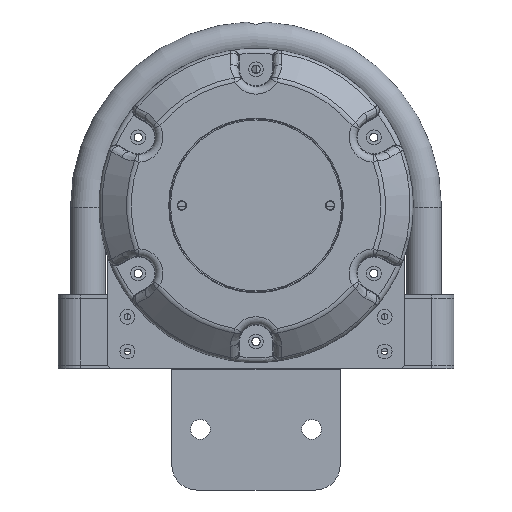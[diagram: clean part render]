
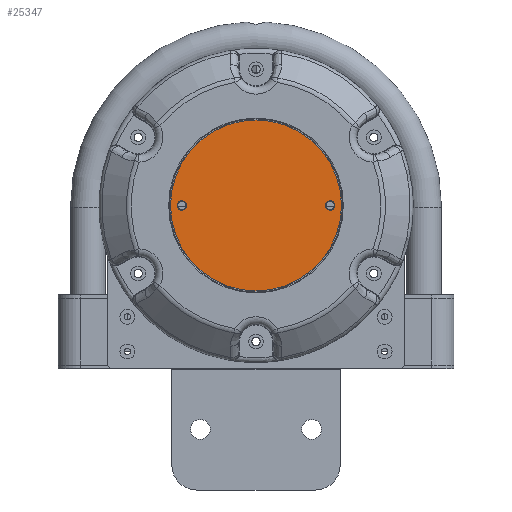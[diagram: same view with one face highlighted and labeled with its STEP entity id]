
A CAD part, front view. The second image highlights one B-rep face of the part: STEP entity #25347.
In plain terms, the highlighted planar face has unit normal (0, -1, 0).
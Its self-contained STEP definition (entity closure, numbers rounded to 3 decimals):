
#1619=FACE_BOUND('',#5383,.T.);
#1620=FACE_BOUND('',#5384,.T.);
#2380=PLANE('',#27774);
#3677=FACE_OUTER_BOUND('',#5382,.T.);
#5382=EDGE_LOOP('',(#22490));
#5383=EDGE_LOOP('',(#22491));
#5384=EDGE_LOOP('',(#22492));
#11247=CIRCLE('',#27766,1.9);
#11249=CIRCLE('',#27769,1.9);
#11251=CIRCLE('',#27772,34.55);
#13113=VERTEX_POINT('',#43208);
#13115=VERTEX_POINT('',#43214);
#13117=VERTEX_POINT('',#43220);
#16307=EDGE_CURVE('',#13113,#13113,#11247,.T.);
#16310=EDGE_CURVE('',#13115,#13115,#11249,.T.);
#16313=EDGE_CURVE('',#13117,#13117,#11251,.T.);
#22490=ORIENTED_EDGE('',*,*,#16313,.F.);
#22491=ORIENTED_EDGE('',*,*,#16307,.T.);
#22492=ORIENTED_EDGE('',*,*,#16310,.T.);
#25347=ADVANCED_FACE('',(#3677,#1619,#1620),#2380,.F.);
#27766=AXIS2_PLACEMENT_3D('',#43210,#33823,#33824);
#27769=AXIS2_PLACEMENT_3D('',#43216,#33830,#33831);
#27772=AXIS2_PLACEMENT_3D('',#43222,#33837,#33838);
#27774=AXIS2_PLACEMENT_3D('',#43224,#33841,#33842);
#33823=DIRECTION('center_axis',(0.,1.,0.));
#33824=DIRECTION('ref_axis',(0.,0.,1.));
#33830=DIRECTION('center_axis',(0.,1.,0.));
#33831=DIRECTION('ref_axis',(0.,0.,1.));
#33837=DIRECTION('center_axis',(0.,1.,0.));
#33838=DIRECTION('ref_axis',(1.,0.,0.));
#33841=DIRECTION('center_axis',(0.,1.,0.));
#33842=DIRECTION('ref_axis',(1.,0.,0.));
#43208=CARTESIAN_POINT('',(-30.,0.,-1.9));
#43210=CARTESIAN_POINT('Origin',(-30.,0.,0.));
#43214=CARTESIAN_POINT('',(30.,0.,-1.9));
#43216=CARTESIAN_POINT('Origin',(30.,0.,0.));
#43220=CARTESIAN_POINT('',(-34.55,0.,0.));
#43222=CARTESIAN_POINT('Origin',(0.,0.,0.));
#43224=CARTESIAN_POINT('Origin',(0.,0.,0.));
